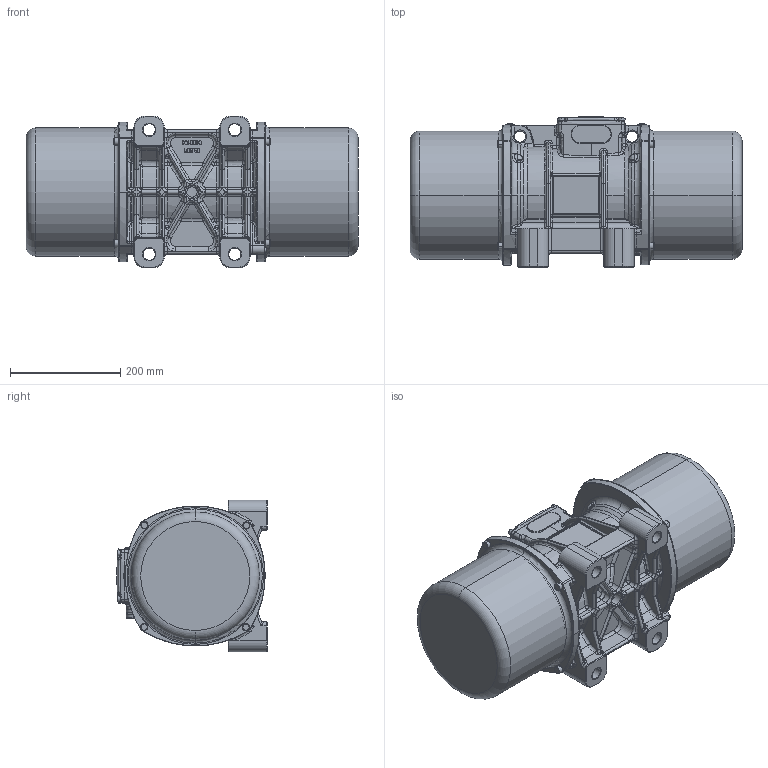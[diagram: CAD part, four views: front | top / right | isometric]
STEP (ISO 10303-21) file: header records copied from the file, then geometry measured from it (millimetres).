
FILE_DESCRIPTION (( 'STEP AP214' ), '1' );
FILE_NAME ('NEG 161610 50Hz.STEP', '2022-08-19T08:12:23', ( '' ), ( '' ), 'SwSTEP 2.0', 'SolidWorks 2015', '' );
FILE_SCHEMA (( 'AUTOMOTIVE_DESIGN' ));
Length unit declared in the file: millimetre
Products named in the file (1): NEG 161610 50Hz
Bounding box: 601 x 271.68 x 275 mm (x, y, z)
Volume: 22775027.3 mm3; surface area: 1295380.7 mm2
Topology: 8 solids, 8 shells, 2559 faces, 6033 edges, 3452 vertices
Faces by surface type: bspline 1141, cylinder 613, plane 430, torus 214, cone 123, sphere 38
Entity records: 128536 total; most frequent: CARTESIAN_POINT 78260, ORIENTED_EDGE 11820, DIRECTION 8857, EDGE_CURVE 5910, AXIS2_PLACEMENT_3D 3559, VERTEX_POINT 3452, EDGE_LOOP 2664, ADVANCED_FACE 2559
